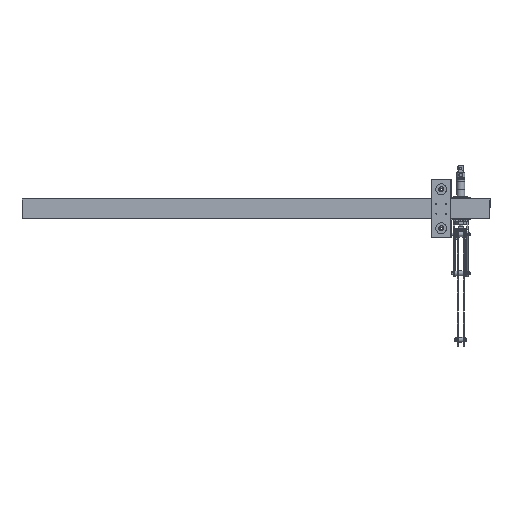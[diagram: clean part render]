
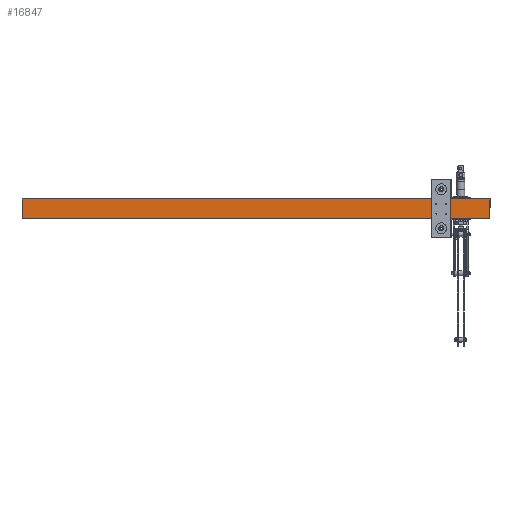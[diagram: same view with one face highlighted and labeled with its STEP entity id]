
A CAD part, left-side view. The second image highlights one B-rep face of the part: STEP entity #16847.
In plain terms, the highlighted face is planar.
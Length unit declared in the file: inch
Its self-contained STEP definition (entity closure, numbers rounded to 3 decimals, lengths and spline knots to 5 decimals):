
#1734=LINE('',#25246,#2512);
#1735=LINE('',#25249,#2513);
#1736=LINE('',#25251,#2514);
#1737=LINE('',#25252,#2515);
#2512=VECTOR('',#20409,0.3937);
#2513=VECTOR('',#20412,0.3937);
#2514=VECTOR('',#20413,0.3937);
#2515=VECTOR('',#20414,0.3937);
#3278=PLANE('',#18325);
#3698=FACE_BOUND('',#5315,.T.);
#3699=FACE_BOUND('',#5316,.T.);
#3700=FACE_BOUND('',#5317,.T.);
#3701=FACE_BOUND('',#5318,.T.);
#4196=FACE_OUTER_BOUND('',#5314,.T.);
#5314=EDGE_LOOP('',(#11804,#11805,#11806,#11807));
#5315=EDGE_LOOP('',(#11808));
#5316=EDGE_LOOP('',(#11809));
#5317=EDGE_LOOP('',(#11810));
#5318=EDGE_LOOP('',(#11811));
#6879=CIRCLE('',#18293,0.0625);
#6881=CIRCLE('',#18296,0.0625);
#6883=CIRCLE('',#18299,0.0625);
#6885=CIRCLE('',#18302,0.0625);
#7749=VERTEX_POINT('',#25164);
#7751=VERTEX_POINT('',#25169);
#7753=VERTEX_POINT('',#25174);
#7755=VERTEX_POINT('',#25179);
#7779=VERTEX_POINT('',#25242);
#7780=VERTEX_POINT('',#25244);
#7781=VERTEX_POINT('',#25248);
#7782=VERTEX_POINT('',#25250);
#9386=EDGE_CURVE('',#7749,#7749,#6879,.T.);
#9388=EDGE_CURVE('',#7751,#7751,#6881,.T.);
#9390=EDGE_CURVE('',#7753,#7753,#6883,.T.);
#9392=EDGE_CURVE('',#7755,#7755,#6885,.T.);
#9422=EDGE_CURVE('',#7779,#7780,#1734,.T.);
#9423=EDGE_CURVE('',#7779,#7781,#1735,.T.);
#9424=EDGE_CURVE('',#7782,#7780,#1736,.T.);
#9425=EDGE_CURVE('',#7781,#7782,#1737,.T.);
#11804=ORIENTED_EDGE('',*,*,#9423,.F.);
#11805=ORIENTED_EDGE('',*,*,#9422,.T.);
#11806=ORIENTED_EDGE('',*,*,#9424,.F.);
#11807=ORIENTED_EDGE('',*,*,#9425,.F.);
#11808=ORIENTED_EDGE('',*,*,#9386,.T.);
#11809=ORIENTED_EDGE('',*,*,#9388,.T.);
#11810=ORIENTED_EDGE('',*,*,#9390,.T.);
#11811=ORIENTED_EDGE('',*,*,#9392,.T.);
#16847=ADVANCED_FACE('',(#4196,#3698,#3699,#3700,#3701),#3278,.T.);
#18293=AXIS2_PLACEMENT_3D('',#25165,#20327,#20328);
#18296=AXIS2_PLACEMENT_3D('',#25170,#20333,#20334);
#18299=AXIS2_PLACEMENT_3D('',#25175,#20339,#20340);
#18302=AXIS2_PLACEMENT_3D('',#25180,#20345,#20346);
#18325=AXIS2_PLACEMENT_3D('',#25247,#20410,#20411);
#20327=DIRECTION('center_axis',(-1.,0.,0.));
#20328=DIRECTION('ref_axis',(0.,0.,-1.));
#20333=DIRECTION('center_axis',(-1.,0.,0.));
#20334=DIRECTION('ref_axis',(0.,0.,-1.));
#20339=DIRECTION('center_axis',(-1.,0.,0.));
#20340=DIRECTION('ref_axis',(0.,0.,-1.));
#20345=DIRECTION('center_axis',(-1.,0.,0.));
#20346=DIRECTION('ref_axis',(0.,0.,-1.));
#20409=DIRECTION('',(0.,1.,0.));
#20410=DIRECTION('center_axis',(1.,0.,0.));
#20411=DIRECTION('ref_axis',(0.,0.,-1.));
#20412=DIRECTION('',(0.,0.,1.));
#20413=DIRECTION('',(0.,0.,-1.));
#20414=DIRECTION('',(0.,1.,0.));
#25164=CARTESIAN_POINT('',(1.,4.5,-1.5625));
#25165=CARTESIAN_POINT('Origin',(1.,4.5,-1.5));
#25169=CARTESIAN_POINT('',(1.,5.5,-0.5625));
#25170=CARTESIAN_POINT('Origin',(1.,5.5,-0.5));
#25174=CARTESIAN_POINT('',(1.,4.5,-0.5625));
#25175=CARTESIAN_POINT('Origin',(1.,4.5,-0.5));
#25179=CARTESIAN_POINT('',(1.,5.5,-1.5625));
#25180=CARTESIAN_POINT('Origin',(1.,5.5,-1.5));
#25242=CARTESIAN_POINT('',(1.,0.,-2.));
#25244=CARTESIAN_POINT('',(1.,48.,-2.));
#25246=CARTESIAN_POINT('',(1.,0.,-2.));
#25247=CARTESIAN_POINT('Origin',(1.,0.,0.));
#25248=CARTESIAN_POINT('',(1.,0.,0.));
#25249=CARTESIAN_POINT('',(1.,0.,-2.));
#25250=CARTESIAN_POINT('',(1.,48.,0.));
#25251=CARTESIAN_POINT('',(1.,48.,-2.));
#25252=CARTESIAN_POINT('',(1.,0.,0.));
